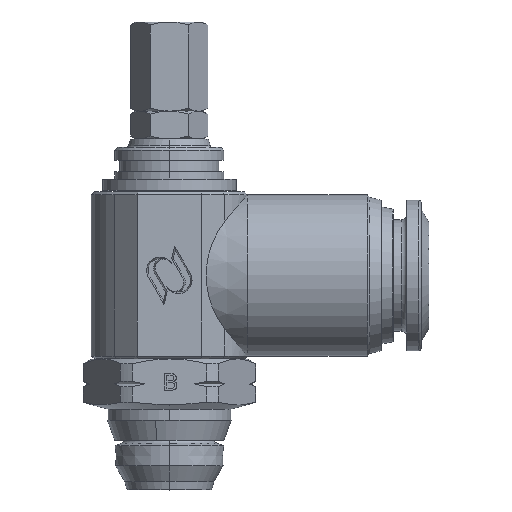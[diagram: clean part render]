
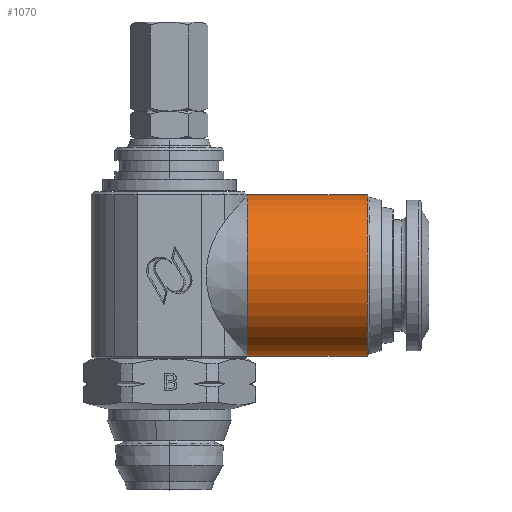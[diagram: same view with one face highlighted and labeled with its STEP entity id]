
A CAD part, top view. The second image highlights one B-rep face of the part: STEP entity #1070.
In plain terms, the highlighted cylindrical face has radius 7.25 mm (diameter 14.5 mm), a partial arc.
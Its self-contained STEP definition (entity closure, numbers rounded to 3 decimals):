
#47 = AXIS2_PLACEMENT_3D ( 'NONE', #5132, #5133, #5124 ) ;
#332 = ORIENTED_EDGE ( 'NONE', *, *, #3260, .T. ) ;
#333 = ORIENTED_EDGE ( 'NONE', *, *, #3258, .T. ) ;
#334 = ORIENTED_EDGE ( 'NONE', *, *, #3264, .T. ) ;
#335 = ORIENTED_EDGE ( 'NONE', *, *, #910, .F. ) ;
#910 = EDGE_CURVE ( 'NONE', #4654, #4638, #1399, .T. ) ;
#1070 = ADVANCED_FACE ( 'NONE', ( #8052 ), #8057, .T. ) ;
#1399 = LINE ( 'NONE', #3576, #1401 ) ;
#1401 = VECTOR ( 'NONE', #3558, 1000. ) ;
#3258 = EDGE_CURVE ( 'NONE', #4665, #4640, #7606, .T. ) ;
#3260 = EDGE_CURVE ( 'NONE', #4654, #4665, #7601, .T. ) ;
#3264 = EDGE_CURVE ( 'NONE', #4640, #4638, #7608, .T. ) ;
#3558 = DIRECTION ( 'NONE',  ( 1., 0., 0. ) ) ;
#3576 = CARTESIAN_POINT ( 'NONE',  ( 24.501, 26.5, 0. ) ) ;
#4638 = VERTEX_POINT ( 'NONE', #8629 ) ;
#4640 = VERTEX_POINT ( 'NONE', #8631 ) ;
#4654 = VERTEX_POINT ( 'NONE', #8645 ) ;
#4665 = VERTEX_POINT ( 'NONE', #8656 ) ;
#5124 = DIRECTION ( 'NONE',  ( 0., 1., 0. ) ) ;
#5132 = CARTESIAN_POINT ( 'NONE',  ( 24.501, 19.25, 0. ) ) ;
#5133 = DIRECTION ( 'NONE',  ( 1., 0., 0. ) ) ;
#6338 = AXIS2_PLACEMENT_3D ( 'NONE', #6935, #6936, #6937 ) ;
#6340 = AXIS2_PLACEMENT_3D ( 'NONE', #6944, #6945, #6946 ) ;
#6916 = CARTESIAN_POINT ( 'NONE',  ( 24.501, 12., 0. ) ) ;
#6927 = DIRECTION ( 'NONE',  ( 1., 0., 0. ) ) ;
#6935 = CARTESIAN_POINT ( 'NONE',  ( 7.001, 19.25, 0. ) ) ;
#6936 = DIRECTION ( 'NONE',  ( 1., 0., 0. ) ) ;
#6937 = DIRECTION ( 'NONE',  ( 0., 1., 0. ) ) ;
#6944 = CARTESIAN_POINT ( 'NONE',  ( 17.768, 19.25, 0. ) ) ;
#6945 = DIRECTION ( 'NONE',  ( -1., 0., 0. ) ) ;
#6946 = DIRECTION ( 'NONE',  ( 0., -1., 0. ) ) ;
#7601 = CIRCLE ( 'NONE', #6338, 7.25 ) ;
#7606 = LINE ( 'NONE', #6916, #7607 ) ;
#7607 = VECTOR ( 'NONE', #6927, 1000. ) ;
#7608 = CIRCLE ( 'NONE', #6340, 7.25 ) ;
#8052 = FACE_OUTER_BOUND ( 'NONE', #10251, .T. ) ;
#8057 = CYLINDRICAL_SURFACE ( 'NONE', #47, 7.25 ) ;
#8629 = CARTESIAN_POINT ( 'NONE',  ( 17.768, 26.5, 0. ) ) ;
#8631 = CARTESIAN_POINT ( 'NONE',  ( 17.768, 12., 0. ) ) ;
#8645 = CARTESIAN_POINT ( 'NONE',  ( 7.001, 26.5, 0. ) ) ;
#8656 = CARTESIAN_POINT ( 'NONE',  ( 7.001, 12., 0. ) ) ;
#10251 = EDGE_LOOP ( 'NONE', ( #332, #333, #334, #335 ) ) ;
